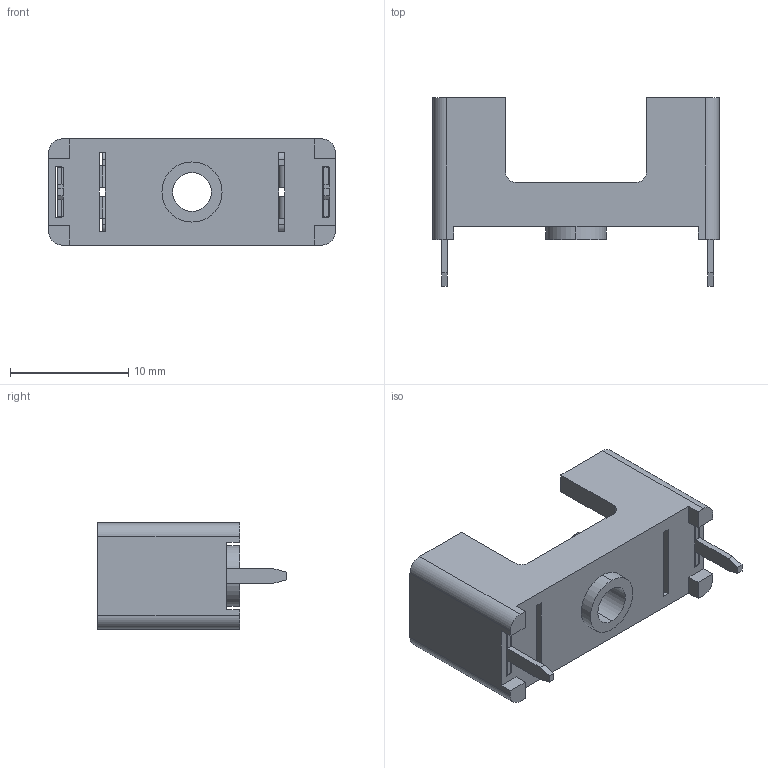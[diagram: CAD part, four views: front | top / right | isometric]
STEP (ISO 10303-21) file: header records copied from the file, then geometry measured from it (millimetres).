
FILE_DESCRIPTION (( 'STEP AP214' ), '1' );
FILE_NAME ('4628.STEP', '2015-08-06T12:35:27', ( '' ), ( '' ), 'SwSTEP 2.0', 'SolidWorks 2013', '' );
FILE_SCHEMA (( 'AUTOMOTIVE_DESIGN' ));
Length unit declared in the file: inch
Products named in the file (1): 4628
Bounding box: 24.21 x 15.95 x 8.99 mm (x, y, z)
Volume: 904.1 mm3; surface area: 1896.8 mm2
Topology: 3 solids, 3 shells, 169 faces, 488 edges, 324 vertices
Faces by surface type: plane 125, cylinder 44
Entity records: 7803 total; most frequent: CARTESIAN_POINT 1006, ORIENTED_EDGE 976, DIRECTION 904, EDGE_CURVE 488, LINE 396, VECTOR 396, VERTEX_POINT 324, AXIS2_PLACEMENT_3D 254
